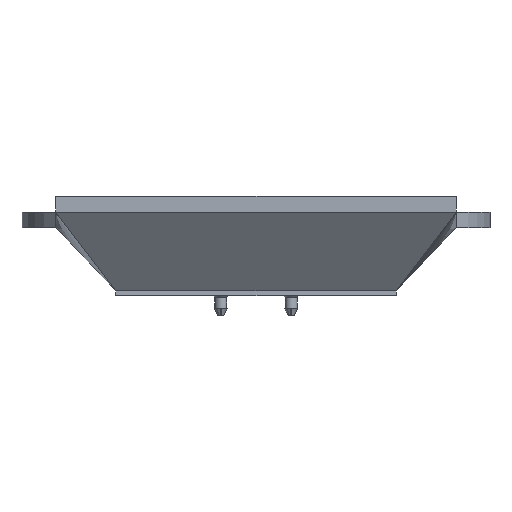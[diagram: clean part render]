
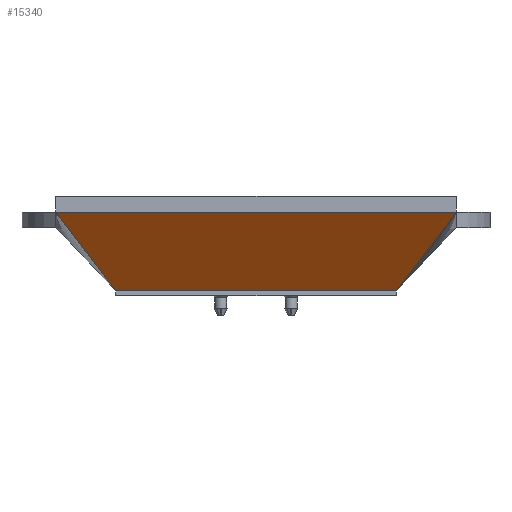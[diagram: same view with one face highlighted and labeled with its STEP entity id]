
A CAD part, front view. The second image highlights one B-rep face of the part: STEP entity #15340.
In plain terms, the highlighted planar face has unit normal (0, -0.796, -0.605).
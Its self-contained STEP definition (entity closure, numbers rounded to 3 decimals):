
#183 = VERTEX_POINT ( 'NONE', #17328 ) ;
#196 = DIRECTION ( 'NONE',  ( -0.518, 0.518, -0.681 ) ) ;
#742 = DIRECTION ( 'NONE',  ( 0., -0.605, 0.796 ) ) ;
#825 = DIRECTION ( 'NONE',  ( 1., 0., 0. ) ) ;
#877 = VERTEX_POINT ( 'NONE', #2783 ) ;
#2523 = EDGE_CURVE ( 'NONE', #183, #877, #12558, .T. ) ;
#2783 = CARTESIAN_POINT ( 'NONE',  ( 71.2, 0., 0. ) ) ;
#3551 = ORIENTED_EDGE ( 'NONE', *, *, #2523, .F. ) ;
#3676 = VECTOR ( 'NONE', #5058, 1000. ) ;
#4369 = EDGE_CURVE ( 'NONE', #25527, #7568, #9302, .T. ) ;
#5058 = DIRECTION ( 'NONE',  ( 0.518, 0.518, -0.681 ) ) ;
#5078 = LINE ( 'NONE', #26192, #18326 ) ;
#5320 = DIRECTION ( 'NONE',  ( 0., 0.796, 0.605 ) ) ;
#7568 = VERTEX_POINT ( 'NONE', #25111 ) ;
#7826 = EDGE_CURVE ( 'NONE', #7568, #877, #5078, .T. ) ;
#9302 = LINE ( 'NONE', #15616, #3676 ) ;
#9484 = EDGE_LOOP ( 'NONE', ( #15087, #21222, #3551, #23401 ) ) ;
#10655 = DIRECTION ( 'NONE',  ( 1., 0., 0. ) ) ;
#12558 = LINE ( 'NONE', #23382, #23155 ) ;
#13725 = CARTESIAN_POINT ( 'NONE',  ( 0., 0., 0. ) ) ;
#14745 = CARTESIAN_POINT ( 'NONE',  ( -15.2, -15.2, 20. ) ) ;
#15087 = ORIENTED_EDGE ( 'NONE', *, *, #4369, .T. ) ;
#15305 = AXIS2_PLACEMENT_3D ( 'NONE', #13725, #5320, #742 ) ;
#15340 = ADVANCED_FACE ( 'NONE', ( #26240 ), #26386, .F. ) ;
#15616 = CARTESIAN_POINT ( 'NONE',  ( -15.2, -15.2, 20. ) ) ;
#17328 = CARTESIAN_POINT ( 'NONE',  ( 86.4, -15.2, 20. ) ) ;
#18223 = VECTOR ( 'NONE', #10655, 1000. ) ;
#18326 = VECTOR ( 'NONE', #825, 1000. ) ;
#19692 = CARTESIAN_POINT ( 'NONE',  ( -15.2, -15.2, 20. ) ) ;
#21222 = ORIENTED_EDGE ( 'NONE', *, *, #7826, .T. ) ;
#21559 = LINE ( 'NONE', #14745, #18223 ) ;
#21678 = EDGE_CURVE ( 'NONE', #25527, #183, #21559, .T. ) ;
#23155 = VECTOR ( 'NONE', #196, 1000. ) ;
#23382 = CARTESIAN_POINT ( 'NONE',  ( 86.4, -15.2, 20. ) ) ;
#23401 = ORIENTED_EDGE ( 'NONE', *, *, #21678, .F. ) ;
#25111 = CARTESIAN_POINT ( 'NONE',  ( 0., 0., 0. ) ) ;
#25527 = VERTEX_POINT ( 'NONE', #19692 ) ;
#26192 = CARTESIAN_POINT ( 'NONE',  ( 0., 0., 0. ) ) ;
#26240 = FACE_OUTER_BOUND ( 'NONE', #9484, .T. ) ;
#26386 = PLANE ( 'NONE',  #15305 ) ;
